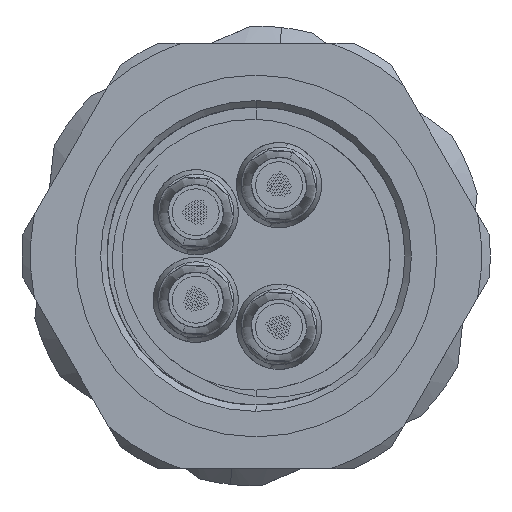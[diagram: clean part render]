
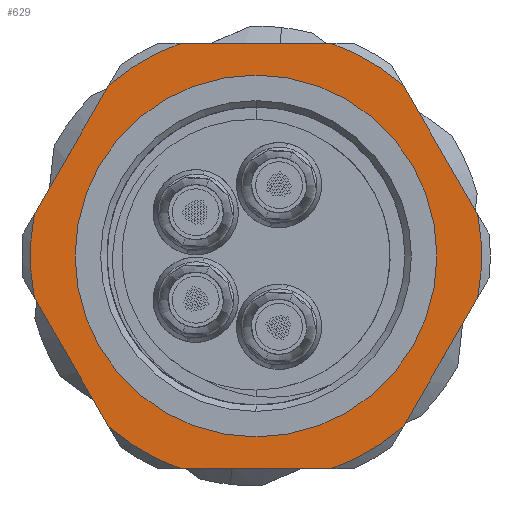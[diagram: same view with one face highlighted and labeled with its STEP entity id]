
A CAD part, left-side view. The second image highlights one B-rep face of the part: STEP entity #629.
In plain terms, the highlighted planar face has unit normal (-1, 0, 0).
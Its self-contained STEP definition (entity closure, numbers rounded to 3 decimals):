
#41 = EDGE_CURVE ( 'NONE', #11698, #11618, #42368, .T. ) ;
#459 = FACE_OUTER_BOUND ( 'NONE', #61061, .T. ) ;
#629 = ADVANCED_FACE ( 'NONE', ( #42772, #459 ), #19604, .F. ) ;
#2462 = CARTESIAN_POINT ( 'NONE',  ( -5.8, 2.887, 5. ) ) ;
#2641 = VECTOR ( 'NONE', #21329, 1000. ) ;
#3030 = EDGE_LOOP ( 'NONE', ( #27446, #58733 ) ) ;
#3883 = ORIENTED_EDGE ( 'NONE', *, *, #52103, .T. ) ;
#4660 = LINE ( 'NONE', #13333, #41941 ) ;
#4945 = CARTESIAN_POINT ( 'NONE',  ( -5.8, -2.887, -5. ) ) ;
#5815 = DIRECTION ( 'NONE',  ( 0., 0., -1. ) ) ;
#5968 = VERTEX_POINT ( 'NONE', #13657 ) ;
#6014 = EDGE_CURVE ( 'NONE', #5968, #46876, #18017, .T. ) ;
#6204 = CARTESIAN_POINT ( 'NONE',  ( -5.8, 0., 0. ) ) ;
#6741 = VERTEX_POINT ( 'NONE', #10382 ) ;
#6749 = VERTEX_POINT ( 'NONE', #43401 ) ;
#7239 = ORIENTED_EDGE ( 'NONE', *, *, #18958, .T. ) ;
#7794 = CIRCLE ( 'NONE', #31612, 5.3 ) ;
#8006 = CIRCLE ( 'NONE', #30701, 4.25 ) ;
#8682 = DIRECTION ( 'NONE',  ( 0., 0., -1. ) ) ;
#8787 = ORIENTED_EDGE ( 'NONE', *, *, #26183, .T. ) ;
#9829 = ORIENTED_EDGE ( 'NONE', *, *, #6014, .T. ) ;
#10382 = CARTESIAN_POINT ( 'NONE',  ( -5.8, -1.758, -5. ) ) ;
#10642 = ORIENTED_EDGE ( 'NONE', *, *, #44330, .T. ) ;
#10937 = VERTEX_POINT ( 'NONE', #25153 ) ;
#11618 = VERTEX_POINT ( 'NONE', #35805 ) ;
#11698 = VERTEX_POINT ( 'NONE', #53210 ) ;
#11984 = ORIENTED_EDGE ( 'NONE', *, *, #41, .T. ) ;
#12832 = CARTESIAN_POINT ( 'NONE',  ( -5.8, -3.451, -4.022 ) ) ;
#13333 = CARTESIAN_POINT ( 'NONE',  ( -5.8, 5.774, 0. ) ) ;
#13657 = CARTESIAN_POINT ( 'NONE',  ( -5.8, 5.209, 0.978 ) ) ;
#13942 = DIRECTION ( 'NONE',  ( 0., 1., 0. ) ) ;
#14073 = VERTEX_POINT ( 'NONE', #21082 ) ;
#14582 = CARTESIAN_POINT ( 'NONE',  ( -5.8, 0., 0. ) ) ;
#14720 = CARTESIAN_POINT ( 'NONE',  ( -5.8, 0., 4.25 ) ) ;
#14834 = VERTEX_POINT ( 'NONE', #12832 ) ;
#15799 = AXIS2_PLACEMENT_3D ( 'NONE', #24562, #38149, #19291 ) ;
#17273 = LINE ( 'NONE', #2462, #2641 ) ;
#17439 = CIRCLE ( 'NONE', #34238, 5.3 ) ;
#17896 = AXIS2_PLACEMENT_3D ( 'NONE', #14582, #37428, #29116 ) ;
#18017 = CIRCLE ( 'NONE', #26896, 5.3 ) ;
#18248 = EDGE_CURVE ( 'NONE', #32956, #38237, #8006, .T. ) ;
#18562 = DIRECTION ( 'NONE',  ( 0., -0.5, -0.866 ) ) ;
#18568 = CARTESIAN_POINT ( 'NONE',  ( -5.8, -2.887, 5. ) ) ;
#18668 = ORIENTED_EDGE ( 'NONE', *, *, #24153, .T. ) ;
#18850 = LINE ( 'NONE', #4945, #55362 ) ;
#18958 = EDGE_CURVE ( 'NONE', #19628, #6749, #44554, .T. ) ;
#19155 = CARTESIAN_POINT ( 'NONE',  ( -5.8, -5.774, 0. ) ) ;
#19291 = DIRECTION ( 'NONE',  ( 0., 0., -1. ) ) ;
#19604 = PLANE ( 'NONE',  #15799 ) ;
#19628 = VERTEX_POINT ( 'NONE', #31381 ) ;
#19708 = CARTESIAN_POINT ( 'NONE',  ( -5.8, 0., 0. ) ) ;
#20103 = DIRECTION ( 'NONE',  ( 0., 0., 1. ) ) ;
#20329 = DIRECTION ( 'NONE',  ( -1., 0., 0. ) ) ;
#20885 = DIRECTION ( 'NONE',  ( -1., 0., 0. ) ) ;
#21082 = CARTESIAN_POINT ( 'NONE',  ( -5.8, 1.758, 5. ) ) ;
#21329 = DIRECTION ( 'NONE',  ( 0., 0.5, -0.866 ) ) ;
#22177 = CARTESIAN_POINT ( 'NONE',  ( -5.8, 0., 0. ) ) ;
#22651 = CARTESIAN_POINT ( 'NONE',  ( -5.8, 3.451, 4.022 ) ) ;
#23390 = DIRECTION ( 'NONE',  ( -1., 0., 0. ) ) ;
#23619 = CARTESIAN_POINT ( 'NONE',  ( -5.8, 0., 0. ) ) ;
#24153 = EDGE_CURVE ( 'NONE', #46876, #60683, #4660, .T. ) ;
#24562 = CARTESIAN_POINT ( 'NONE',  ( -5.8, 5.5, 0. ) ) ;
#25153 = CARTESIAN_POINT ( 'NONE',  ( -5.8, 1.758, -5. ) ) ;
#26183 = EDGE_CURVE ( 'NONE', #14073, #41936, #17439, .T. ) ;
#26609 = DIRECTION ( 'NONE',  ( -1., 0., 0. ) ) ;
#26896 = AXIS2_PLACEMENT_3D ( 'NONE', #32526, #51378, #60967 ) ;
#27210 = CARTESIAN_POINT ( 'NONE',  ( -5.8, 2.887, -5. ) ) ;
#27446 = ORIENTED_EDGE ( 'NONE', *, *, #18248, .F. ) ;
#27863 = LINE ( 'NONE', #18568, #53294 ) ;
#29116 = DIRECTION ( 'NONE',  ( 0., 0., -1. ) ) ;
#30102 = EDGE_CURVE ( 'NONE', #38237, #32956, #55990, .T. ) ;
#30701 = AXIS2_PLACEMENT_3D ( 'NONE', #23619, #47705, #52358 ) ;
#31381 = CARTESIAN_POINT ( 'NONE',  ( -5.8, -5.209, -0.978 ) ) ;
#31560 = DIRECTION ( 'NONE',  ( 0., -1., 0. ) ) ;
#31612 = AXIS2_PLACEMENT_3D ( 'NONE', #59225, #20885, #40614 ) ;
#31616 = EDGE_CURVE ( 'NONE', #11618, #14073, #27863, .T. ) ;
#31851 = LINE ( 'NONE', #27210, #37278 ) ;
#32526 = CARTESIAN_POINT ( 'NONE',  ( -5.8, 0., 0. ) ) ;
#32956 = VERTEX_POINT ( 'NONE', #14720 ) ;
#32989 = DIRECTION ( 'NONE',  ( 0., 0., -1. ) ) ;
#33018 = EDGE_CURVE ( 'NONE', #6741, #14834, #7794, .T. ) ;
#33745 = CIRCLE ( 'NONE', #41602, 5.3 ) ;
#33917 = ORIENTED_EDGE ( 'NONE', *, *, #52758, .T. ) ;
#34238 = AXIS2_PLACEMENT_3D ( 'NONE', #19708, #20329, #5815 ) ;
#35805 = CARTESIAN_POINT ( 'NONE',  ( -5.8, -1.758, 5. ) ) ;
#36603 = VECTOR ( 'NONE', #38620, 1000. ) ;
#37278 = VECTOR ( 'NONE', #31560, 1000. ) ;
#37428 = DIRECTION ( 'NONE',  ( -1., 0., 0. ) ) ;
#37870 = CARTESIAN_POINT ( 'NONE',  ( -5.8, 5.209, -0.978 ) ) ;
#38149 = DIRECTION ( 'NONE',  ( 1., 0., 0. ) ) ;
#38237 = VERTEX_POINT ( 'NONE', #39968 ) ;
#38620 = DIRECTION ( 'NONE',  ( 0., 0.5, 0.866 ) ) ;
#38922 = LINE ( 'NONE', #19155, #36603 ) ;
#39363 = ORIENTED_EDGE ( 'NONE', *, *, #33018, .T. ) ;
#39968 = CARTESIAN_POINT ( 'NONE',  ( -5.8, 0., -4.25 ) ) ;
#40614 = DIRECTION ( 'NONE',  ( 0., 0., -1. ) ) ;
#41333 = ORIENTED_EDGE ( 'NONE', *, *, #31616, .T. ) ;
#41602 = AXIS2_PLACEMENT_3D ( 'NONE', #45137, #26609, #8682 ) ;
#41936 = VERTEX_POINT ( 'NONE', #22651 ) ;
#41941 = VECTOR ( 'NONE', #18562, 1000. ) ;
#42368 = CIRCLE ( 'NONE', #55255, 5.3 ) ;
#42637 = DIRECTION ( 'NONE',  ( 0., -0.5, 0.866 ) ) ;
#42772 = FACE_BOUND ( 'NONE', #3030, .T. ) ;
#43401 = CARTESIAN_POINT ( 'NONE',  ( -5.8, -5.209, 0.978 ) ) ;
#44330 = EDGE_CURVE ( 'NONE', #41936, #5968, #17273, .T. ) ;
#44554 = CIRCLE ( 'NONE', #17896, 5.3 ) ;
#45116 = AXIS2_PLACEMENT_3D ( 'NONE', #6204, #49458, #20103 ) ;
#45137 = CARTESIAN_POINT ( 'NONE',  ( -5.8, 0., 0. ) ) ;
#46876 = VERTEX_POINT ( 'NONE', #37870 ) ;
#47441 = EDGE_CURVE ( 'NONE', #10937, #6741, #31851, .T. ) ;
#47674 = ORIENTED_EDGE ( 'NONE', *, *, #47441, .T. ) ;
#47705 = DIRECTION ( 'NONE',  ( -1., 0., 0. ) ) ;
#49458 = DIRECTION ( 'NONE',  ( -1., 0., 0. ) ) ;
#51378 = DIRECTION ( 'NONE',  ( -1., 0., 0. ) ) ;
#52103 = EDGE_CURVE ( 'NONE', #14834, #19628, #18850, .T. ) ;
#52116 = EDGE_CURVE ( 'NONE', #6749, #11698, #38922, .T. ) ;
#52358 = DIRECTION ( 'NONE',  ( 0., 0., 1. ) ) ;
#52758 = EDGE_CURVE ( 'NONE', #60683, #10937, #33745, .T. ) ;
#53210 = CARTESIAN_POINT ( 'NONE',  ( -5.8, -3.451, 4.022 ) ) ;
#53294 = VECTOR ( 'NONE', #13942, 1000. ) ;
#54007 = ORIENTED_EDGE ( 'NONE', *, *, #52116, .T. ) ;
#54528 = CARTESIAN_POINT ( 'NONE',  ( -5.8, 3.451, -4.022 ) ) ;
#55255 = AXIS2_PLACEMENT_3D ( 'NONE', #22177, #23390, #32989 ) ;
#55362 = VECTOR ( 'NONE', #42637, 1000. ) ;
#55990 = CIRCLE ( 'NONE', #45116, 4.25 ) ;
#58733 = ORIENTED_EDGE ( 'NONE', *, *, #30102, .F. ) ;
#59225 = CARTESIAN_POINT ( 'NONE',  ( -5.8, 0., 0. ) ) ;
#60683 = VERTEX_POINT ( 'NONE', #54528 ) ;
#60967 = DIRECTION ( 'NONE',  ( 0., 0., -1. ) ) ;
#61061 = EDGE_LOOP ( 'NONE', ( #18668, #33917, #47674, #39363, #3883, #7239, #54007, #11984, #41333, #8787, #10642, #9829 ) ) ;
